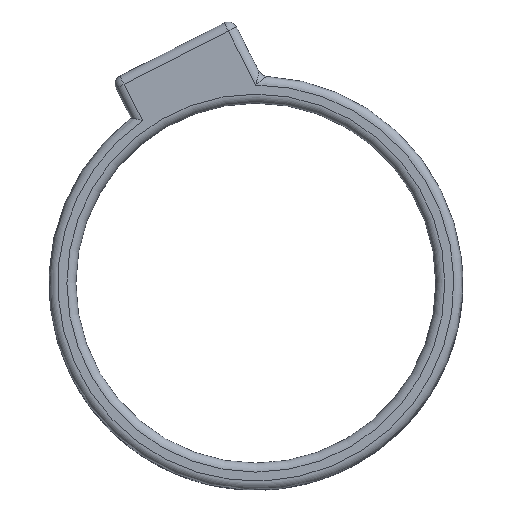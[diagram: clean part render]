
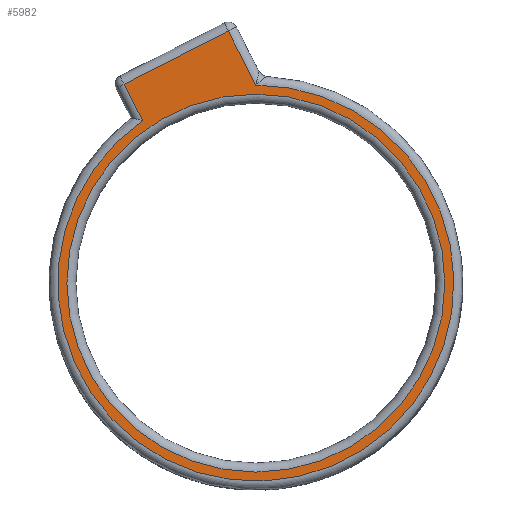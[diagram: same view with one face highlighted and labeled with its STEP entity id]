
A CAD part, top view. The second image highlights one B-rep face of the part: STEP entity #5982.
In plain terms, the highlighted planar face has unit normal (0, 0, 1).
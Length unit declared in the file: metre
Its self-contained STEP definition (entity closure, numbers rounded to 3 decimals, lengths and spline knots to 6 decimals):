
#555=PLANE('',#6462);
#755=CIRCLE('',#6463,0.021);
#756=CIRCLE('',#6464,0.022);
#1147=ORIENTED_EDGE('',*,*,#3009,.T.);
#1148=ORIENTED_EDGE('',*,*,#3010,.T.);
#1149=ORIENTED_EDGE('',*,*,#3011,.T.);
#1150=ORIENTED_EDGE('',*,*,#3012,.T.);
#1151=ORIENTED_EDGE('',*,*,#3013,.T.);
#3009=EDGE_CURVE('',#3944,#3944,#755,.F.);
#3010=EDGE_CURVE('',#3945,#3946,#4355,.T.);
#3011=EDGE_CURVE('',#3946,#3947,#4356,.T.);
#3012=EDGE_CURVE('',#3947,#3948,#4357,.F.);
#3013=EDGE_CURVE('',#3948,#3945,#756,.T.);
#3944=VERTEX_POINT('',#9068);
#3945=VERTEX_POINT('',#9070);
#3946=VERTEX_POINT('',#9071);
#3947=VERTEX_POINT('',#9073);
#3948=VERTEX_POINT('',#9075);
#4355=LINE('',#9069,#4767);
#4356=LINE('',#9072,#4768);
#4357=LINE('',#9074,#4769);
#4767=VECTOR('',#7100,1.);
#4768=VECTOR('',#7101,1.);
#4769=VECTOR('',#7102,1.);
#5156=EDGE_LOOP('',(#1147));
#5157=EDGE_LOOP('',(#1148,#1149,#1150,#1151));
#5549=FACE_BOUND('',#5156,.T.);
#5550=FACE_BOUND('',#5157,.T.);
#5982=ADVANCED_FACE('',(#5549,#5550),#555,.T.);
#6462=AXIS2_PLACEMENT_3D('',#9066,#7096,#7097);
#6463=AXIS2_PLACEMENT_3D('',#9067,#7098,#7099);
#6464=AXIS2_PLACEMENT_3D('',#9076,#7103,#7104);
#7096=DIRECTION('',(0.,0.,1.));
#7097=DIRECTION('',(1.,0.,0.));
#7098=DIRECTION('',(0.,0.,1.));
#7099=DIRECTION('',(1.,0.,0.));
#7100=DIRECTION('',(-0.454,0.891,0.));
#7101=DIRECTION('',(-0.891,-0.454,0.));
#7102=DIRECTION('',(-0.454,0.891,0.));
#7103=DIRECTION('',(0.,0.,1.));
#7104=DIRECTION('',(1.,0.,0.));
#9066=CARTESIAN_POINT('',(0.,0.,0.0035));
#9067=CARTESIAN_POINT('',(0.,0.,0.0035));
#9068=CARTESIAN_POINT('',(0.021,0.,0.0035));
#9069=CARTESIAN_POINT('',(-0.003518,0.028905,0.0035));
#9070=CARTESIAN_POINT('',(0.,0.022,0.0035));
#9071=CARTESIAN_POINT('',(-0.003064,0.028014,0.0035));
#9072=CARTESIAN_POINT('',(-0.015539,0.021658,0.0035));
#9073=CARTESIAN_POINT('',(-0.014648,0.022112,0.0035));
#9074=CARTESIAN_POINT('',(-0.012966,0.018811,0.0035));
#9075=CARTESIAN_POINT('',(-0.012578,0.01805,0.0035));
#9076=CARTESIAN_POINT('',(0.,0.,0.0035));
